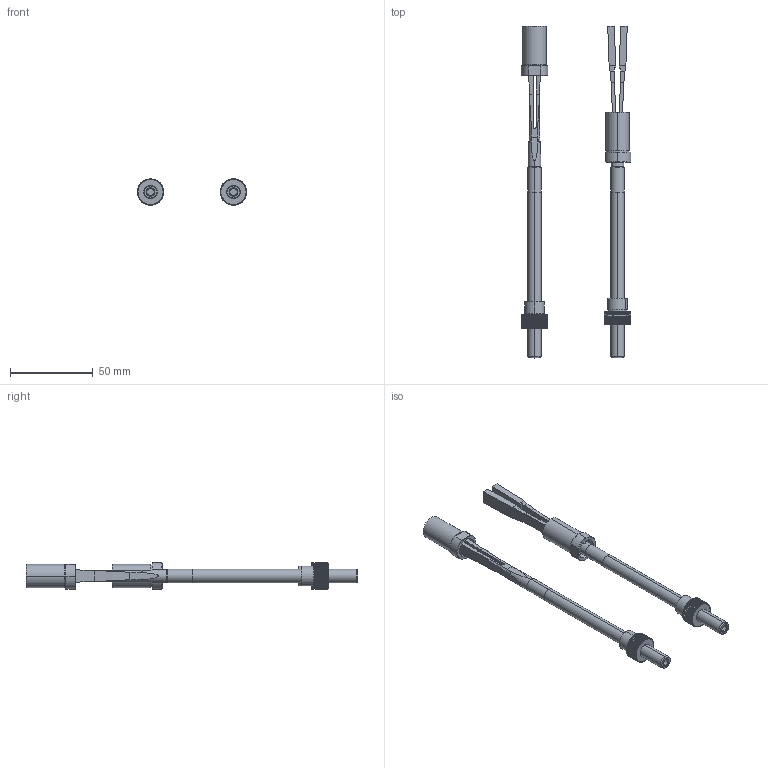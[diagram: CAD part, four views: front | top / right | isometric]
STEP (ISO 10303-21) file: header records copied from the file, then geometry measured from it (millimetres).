
FILE_DESCRIPTION (( 'STEP AP214' ), '1' );
FILE_NAME ('ed088200.STEP', '2017-04-07T11:24:12', ( '' ), ( '' ), 'SwSTEP 2.0', 'SolidWorks 2017', '' );
FILE_SCHEMA (( 'AUTOMOTIVE_DESIGN' ));
Length unit declared in the file: millimetre
Products named in the file (11): 9EP080100; ed088200; 9ED088200; 9TP081216; ED088200 Tancada; 9CP080830; 3JT7.5X1.5X10.5; 8ED088100 Tancada; ED088200_1; 8ED088100; 8TP081216
Assembly tree (13 placements, depth 4):
  ed088200
    ED088200 Tancada
      8ED088100 Tancada
      9EP080100
      9TP081216
        8TP081216
        3JT7.5X1.5X10.5
      9CP080830
    ED088200_1
      9CP080830
      9TP081216
        8TP081216
        3JT7.5X1.5X10.5
      9ED088200
        8ED088100
        9EP080100
Bounding box: 66 x 200.06 x 16 mm (x, y, z)
Volume: 25152 mm3; surface area: 24379.3 mm2
Topology: 10 solids, 10 shells, 1025 faces, 2904 edges, 1913 vertices
Faces by surface type: plane 377, cone 352, cylinder 268, bspline 28
Entity records: 27047 total; most frequent: CARTESIAN_POINT 5842, ORIENTED_EDGE 3242, DIRECTION 2845, EDGE_CURVE 1621, VERTEX_POINT 1065, AXIS2_PLACEMENT_3D 1060, LINE 725, VECTOR 725
